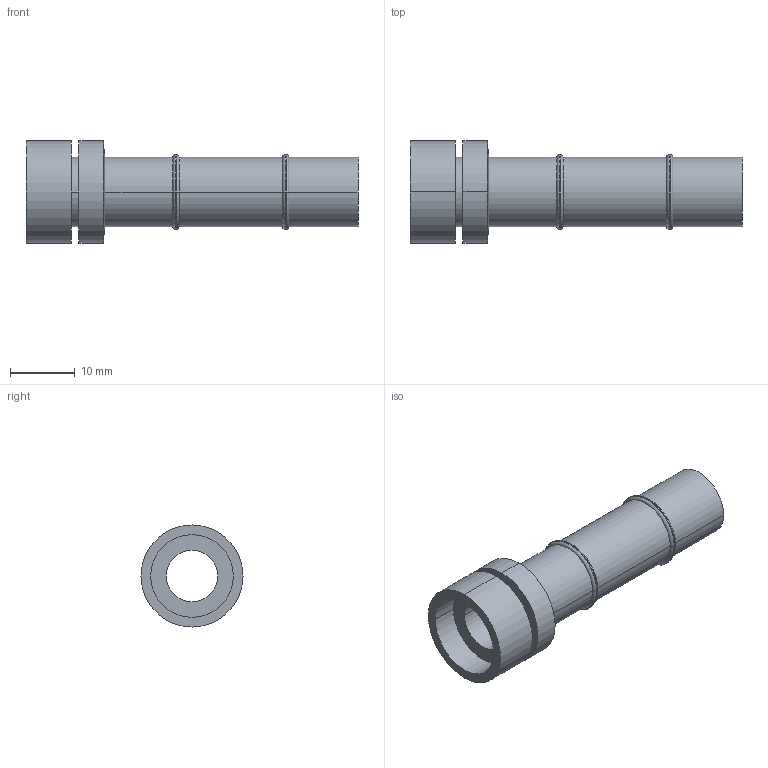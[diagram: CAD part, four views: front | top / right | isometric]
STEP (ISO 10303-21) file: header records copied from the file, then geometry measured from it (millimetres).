
FILE_DESCRIPTION((''),'2;1');
FILE_NAME('FF12262-0808_ASM','2009-10-15T',('E5250511'),('Eaton Hydraulics Inc.'),'PRO/ENGINEER BY PARAMETRIC TECHNOLOGY CORPORATION, 2005170','PRO/ENGINEER BY PARAMETRIC TECHNOLOGY CORPORATION, 2005170','');
FILE_SCHEMA(('CONFIG_CONTROL_DESIGN'));
Length unit declared in the file: millimetre
Products named in the file (4): FW1172-0808; 1F40106-08_AF0; 1F40106-08_AF1; FF12262-0808_ASM
Assembly tree (3 placements, depth 2):
  FF12262-0808_ASM
    FW1172-0808
    1F40106-08_AF0
    1F40106-08_AF1
Bounding box: 51.4 x 15.8 x 15.8 mm (x, y, z)
Volume: 2936 mm3; surface area: 4028.5 mm2
Topology: 3 solids, 3 shells, 55 faces, 112 edges, 74 vertices
Faces by surface type: cylinder 24, plane 17, torus 12, cone 2
Entity records: 1624 total; most frequent: DIRECTION 322, CARTESIAN_POINT 248, ORIENTED_EDGE 224, AXIS2_PLACEMENT_3D 148, EDGE_CURVE 112, CIRCLE 86, VERTEX_POINT 74, EDGE_LOOP 72
